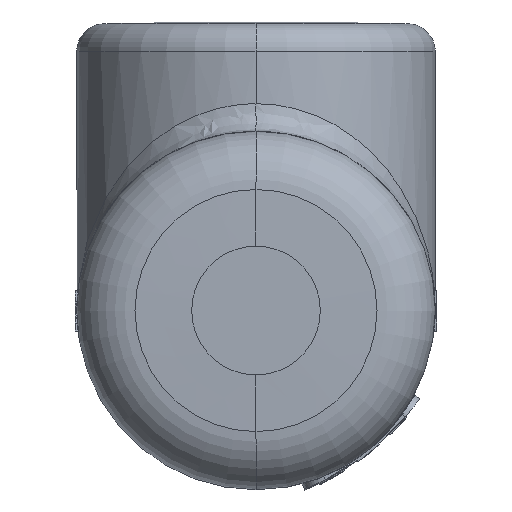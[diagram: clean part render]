
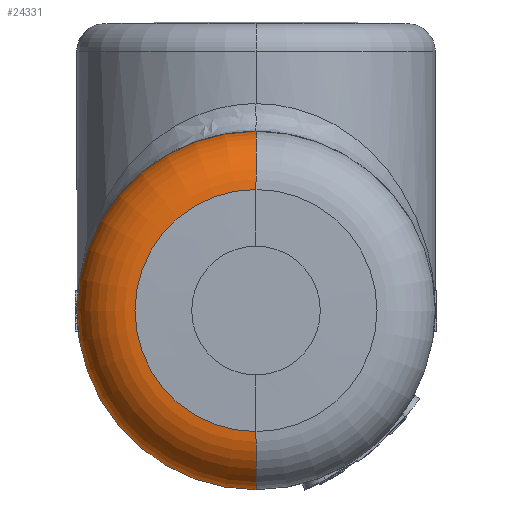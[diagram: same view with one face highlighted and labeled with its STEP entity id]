
A CAD part, front view. The second image highlights one B-rep face of the part: STEP entity #24331.
In plain terms, the highlighted toroidal (fillet/blend) face has major radius 10.319 mm and minor radius 5.159 mm.
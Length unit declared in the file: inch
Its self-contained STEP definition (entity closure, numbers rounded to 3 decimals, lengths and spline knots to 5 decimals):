
#307 = AXIS2_PLACEMENT_3D ( 'NONE', #13132, #13091, #13063 ) ;
#1460 = CARTESIAN_POINT ( 'NONE',  ( 0., -1.30459, -0.41157 ) ) ;
#4420 = DIRECTION ( 'NONE',  ( -1., 0., 0. ) ) ;
#5065 = EDGE_CURVE ( 'NONE', #7964, #15641, #23909, .T. ) ;
#6420 = CIRCLE ( 'NONE', #29308, 0.20313 ) ;
#7964 = VERTEX_POINT ( 'NONE', #33057 ) ;
#8843 = DIRECTION ( 'NONE',  ( 0., -1., 0. ) ) ;
#10990 = AXIS2_PLACEMENT_3D ( 'NONE', #21002, #34338, #29195 ) ;
#13063 = DIRECTION ( 'NONE',  ( 0., 0., 1. ) ) ;
#13091 = DIRECTION ( 'NONE',  ( 0., 1., 0. ) ) ;
#13132 = CARTESIAN_POINT ( 'NONE',  ( 0., -1.10153, 0. ) ) ;
#14299 = AXIS2_PLACEMENT_3D ( 'NONE', #19420, #19289, #19135 ) ;
#15307 = CARTESIAN_POINT ( 'NONE',  ( 0., -1.10153, 0.60938 ) ) ;
#15641 = VERTEX_POINT ( 'NONE', #15307 ) ;
#16403 = AXIS2_PLACEMENT_3D ( 'NONE', #25451, #8843, #28173 ) ;
#16882 = CIRCLE ( 'NONE', #16403, 0.41157 ) ;
#18095 = ORIENTED_EDGE ( 'NONE', *, *, #19144, .T. ) ;
#19135 = DIRECTION ( 'NONE',  ( 0., 0., -1. ) ) ;
#19144 = EDGE_CURVE ( 'NONE', #31534, #15641, #35130, .T. ) ;
#19289 = DIRECTION ( 'NONE',  ( -1., 0., 0. ) ) ;
#19420 = CARTESIAN_POINT ( 'NONE',  ( 0., -1.10153, 0.40625 ) ) ;
#20996 = CARTESIAN_POINT ( 'NONE',  ( 0., -1.10153, -0.40625 ) ) ;
#21002 = CARTESIAN_POINT ( 'NONE',  ( 0., -1.10153, 0. ) ) ;
#21750 = TOROIDAL_SURFACE ( 'NONE', #10990, 0.40625, 0.20313 ) ;
#22124 = FACE_OUTER_BOUND ( 'NONE', #23192, .T. ) ;
#23192 = EDGE_LOOP ( 'NONE', ( #25235, #31704, #27025, #18095 ) ) ;
#23749 = DIRECTION ( 'NONE',  ( 0., 0., -1. ) ) ;
#23909 = CIRCLE ( 'NONE', #307, 0.60938 ) ;
#24331 = ADVANCED_FACE ( 'NONE', ( #22124 ), #21750, .T. ) ;
#25235 = ORIENTED_EDGE ( 'NONE', *, *, #5065, .F. ) ;
#25451 = CARTESIAN_POINT ( 'NONE',  ( 0., -1.30459, 0. ) ) ;
#26196 = CARTESIAN_POINT ( 'NONE',  ( 0., -1.30459, 0.41157 ) ) ;
#27025 = ORIENTED_EDGE ( 'NONE', *, *, #28356, .F. ) ;
#28173 = DIRECTION ( 'NONE',  ( 0., 0., -1. ) ) ;
#28356 = EDGE_CURVE ( 'NONE', #31534, #33727, #16882, .T. ) ;
#28456 = EDGE_CURVE ( 'NONE', #7964, #33727, #6420, .T. ) ;
#29195 = DIRECTION ( 'NONE',  ( 0., 0., 1. ) ) ;
#29308 = AXIS2_PLACEMENT_3D ( 'NONE', #20996, #4420, #23749 ) ;
#31534 = VERTEX_POINT ( 'NONE', #26196 ) ;
#31704 = ORIENTED_EDGE ( 'NONE', *, *, #28456, .T. ) ;
#33057 = CARTESIAN_POINT ( 'NONE',  ( 0., -1.10153, -0.60938 ) ) ;
#33727 = VERTEX_POINT ( 'NONE', #1460 ) ;
#34338 = DIRECTION ( 'NONE',  ( 0., 1., 0. ) ) ;
#35130 = CIRCLE ( 'NONE', #14299, 0.20313 ) ;
